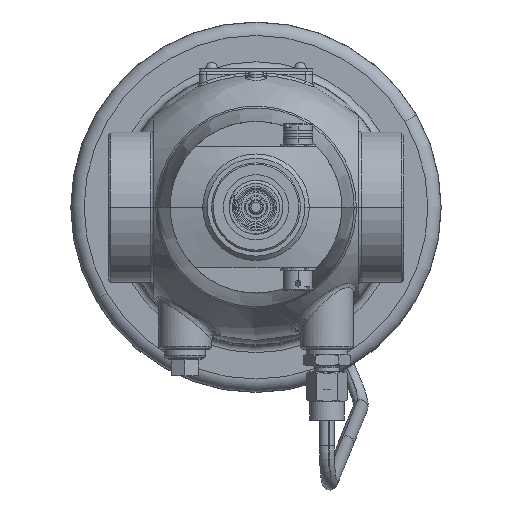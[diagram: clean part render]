
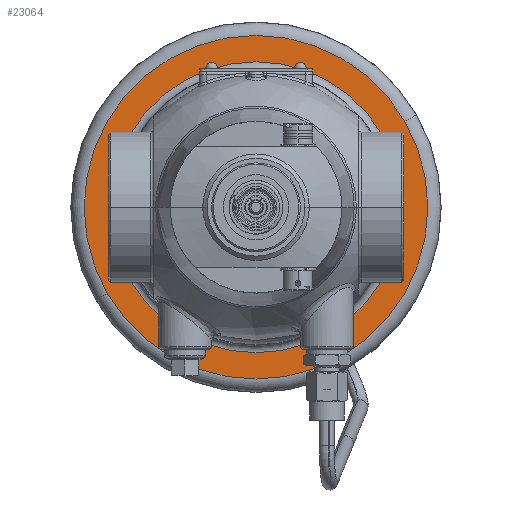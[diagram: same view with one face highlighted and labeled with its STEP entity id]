
A CAD part, front view. The second image highlights one B-rep face of the part: STEP entity #23064.
In plain terms, the highlighted face is planar.
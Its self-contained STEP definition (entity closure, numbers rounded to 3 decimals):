
#18247=CARTESIAN_POINT('',(23.5,0.,0.));
#18248=DIRECTION('',(1.,0.,0.));
#18249=DIRECTION('',(0.,1.,0.));
#18250=AXIS2_PLACEMENT_3D('',#18247,#18248,#18249);
#18252=CARTESIAN_POINT('',(23.5,0.,0.));
#18253=DIRECTION('',(-1.,0.,0.));
#18254=DIRECTION('',(0.,1.,0.));
#18255=AXIS2_PLACEMENT_3D('',#18252,#18253,#18254);
#18267=CARTESIAN_POINT('',(23.5,0.,0.));
#18268=DIRECTION('',(-1.,0.,0.));
#18269=DIRECTION('',(0.,1.,0.));
#18270=AXIS2_PLACEMENT_3D('',#18267,#18268,#18269);
#18272=CARTESIAN_POINT('',(23.5,0.,0.));
#18273=DIRECTION('',(1.,0.,0.));
#18274=DIRECTION('',(0.,1.,0.));
#18275=AXIS2_PLACEMENT_3D('',#18272,#18273,#18274);
#21528=CARTESIAN_POINT('',(23.5,58.05,0.));
#21530=VERTEX_POINT('',#21528);
#21531=CARTESIAN_POINT('',(23.5,49.137,0.));
#21533=VERTEX_POINT('',#21531);
#21560=CARTESIAN_POINT('',(23.5,-58.05,0.));
#21562=VERTEX_POINT('',#21560);
#21563=CARTESIAN_POINT('',(23.5,-49.137,0.));
#21565=VERTEX_POINT('',#21563);
#23049=CARTESIAN_POINT('',(23.5,0.,0.));
#23050=DIRECTION('',(1.,0.,0.));
#23051=DIRECTION('',(0.,-1.,0.));
#23052=AXIS2_PLACEMENT_3D('',#23049,#23050,#23051);
#23053=PLANE('',#23052);
#23054=ORIENTED_EDGE('',*,*,#23031,.T.);
#23055=ORIENTED_EDGE('',*,*,#23042,.F.);
#23056=EDGE_LOOP('',(#23054,#23055));
#23057=FACE_OUTER_BOUND('',#23056,.F.);
#23059=ORIENTED_EDGE('',*,*,#23058,.T.);
#23061=ORIENTED_EDGE('',*,*,#23060,.F.);
#23062=EDGE_LOOP('',(#23059,#23061));
#23063=FACE_BOUND('',#23062,.F.);
#18251=CIRCLE('',#18250,58.05);
#18256=CIRCLE('',#18255,58.05);
#18271=CIRCLE('',#18270,49.137);
#18276=CIRCLE('',#18275,49.137);
#23031=EDGE_CURVE('',#21530,#21562,#18251,.T.);
#23042=EDGE_CURVE('',#21530,#21562,#18256,.T.);
#23058=EDGE_CURVE('',#21533,#21565,#18271,.T.);
#23060=EDGE_CURVE('',#21533,#21565,#18276,.T.);
#23064=ADVANCED_FACE('',(#23057,#23063),#23053,.F.);
